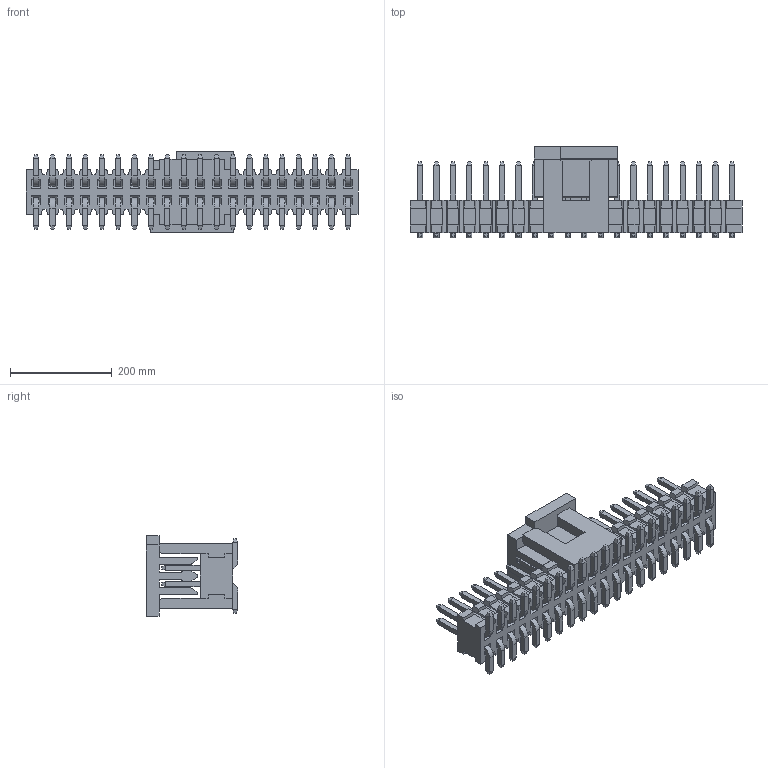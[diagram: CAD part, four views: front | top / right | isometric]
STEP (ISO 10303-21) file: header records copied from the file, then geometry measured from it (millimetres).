
FILE_DESCRIPTION( ('This file contains a STEP AP42 implementation' ,'as created by ZW3D STEP Interface translator.') ,'2;1' );
FILE_NAME( '3132-XXMXXBK00X1.stp' ,'231117.134651', (''), ('ZWCAD Software Co.'), 'Version 1.0', 'ZW3D to STEP translator', '' );
FILE_SCHEMA(('AUTOMOTIVE_DESIGN { 1 0 10303 214 1 1 1 1 }'));
Length unit declared in the file: millimetre
Products named in the file (2): 0; 3132-40mxxbk00x1
Bounding box: 652.78 x 180.34 x 157.48 mm (x, y, z)
Volume: 5629061.4 mm3; surface area: 628876.7 mm2
Topology: 1 solids, 1 shells, 1547 faces, 4093 edges, 2566 vertices
Faces by surface type: plane 1496, cylinder 42, bspline 9
Entity records: 60522 total; most frequent: CARTESIAN_POINT 28209, ORIENTED_EDGE 8186, EDGE_CURVE 4093, B_SPLINE_CURVE_WITH_KNOTS 3595, DIRECTION 3546, VERTEX_POINT 2566, EDGE_LOOP 1593, FACE_OUTER_BOUND 1547
